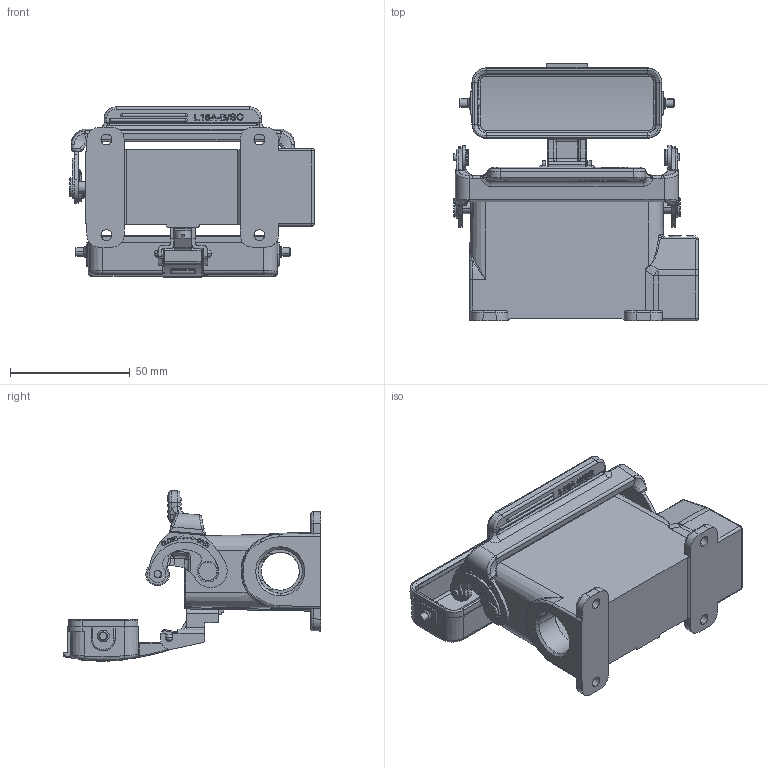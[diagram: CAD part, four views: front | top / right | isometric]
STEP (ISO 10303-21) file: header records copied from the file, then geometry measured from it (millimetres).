
FILE_DESCRIPTION((''),'2;1');
FILE_NAME('PRT0054','2024-01-29T',('11539'),(''),'PRO/ENGINEER BY PARAMETRIC TECHNOLOGY CORPORATION, 2012480','PRO/ENGINEER BY PARAMETRIC TECHNOLOGY CORPORATION, 2012480','');
FILE_SCHEMA(('CONFIG_CONTROL_DESIGN'));
Products named in the file (1): PRT0054
Bounding box: 102.35 x 107.84 x 71.2 mm (x, y, z)
Volume: 90050.6 mm3; surface area: 53151.3 mm2
Topology: 1 solids, 3 shells, 1634 faces, 4493 edges, 2919 vertices
Faces by surface type: plane 650, cylinder 467, extrusion 149, bspline 129, torus 125, cone 74, sphere 36, revolution 4
Entity records: 63370 total; most frequent: CARTESIAN_POINT 23737, ORIENTED_EDGE 8896, DIRECTION 7252, EDGE_CURVE 4448, VERTEX_POINT 2919, AXIS2_PLACEMENT_3D 2485, VECTOR 2278, LINE 2129
